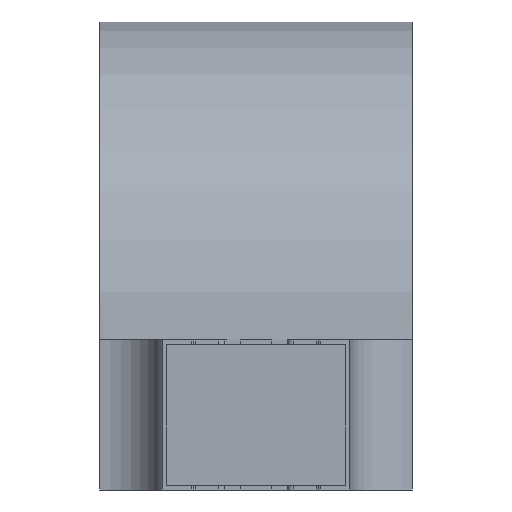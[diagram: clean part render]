
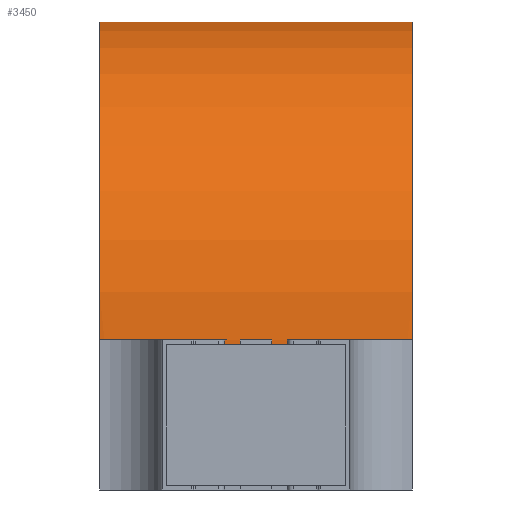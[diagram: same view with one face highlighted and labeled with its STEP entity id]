
A CAD part, left-side view. The second image highlights one B-rep face of the part: STEP entity #3450.
In plain terms, the highlighted cylindrical face has radius 1.02 mm (diameter 2.04 mm), a partial arc.
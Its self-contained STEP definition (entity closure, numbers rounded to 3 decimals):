
#18=B_SPLINE_CURVE_WITH_KNOTS('',3,(#5815,#5816,#5817,#5818),
 .UNSPECIFIED.,.F.,.F.,(4,4),(0.,1.),.PIECEWISE_BEZIER_KNOTS.);
#19=B_SPLINE_CURVE_WITH_KNOTS('',3,(#5824,#5825,#5826,#5827),
 .UNSPECIFIED.,.F.,.F.,(4,4),(0.,1.),.PIECEWISE_BEZIER_KNOTS.);
#20=B_SPLINE_CURVE_WITH_KNOTS('',3,(#5844,#5845,#5846,#5847),
 .UNSPECIFIED.,.F.,.F.,(4,4),(0.,1.),.PIECEWISE_BEZIER_KNOTS.);
#21=B_SPLINE_CURVE_WITH_KNOTS('',3,(#5849,#5850,#5851,#5852),
 .UNSPECIFIED.,.F.,.F.,(4,4),(0.,1.),.PIECEWISE_BEZIER_KNOTS.);
#22=B_SPLINE_CURVE_WITH_KNOTS('',3,(#5896,#5897,#5898,#5899),
 .UNSPECIFIED.,.F.,.F.,(4,4),(0.,1.),.PIECEWISE_BEZIER_KNOTS.);
#23=B_SPLINE_CURVE_WITH_KNOTS('',3,(#5905,#5906,#5907,#5908),
 .UNSPECIFIED.,.F.,.F.,(4,4),(0.,1.),.PIECEWISE_BEZIER_KNOTS.);
#122=CYLINDRICAL_SURFACE('',#3859,1.02);
#271=CIRCLE('',#3848,1.02);
#272=CIRCLE('',#3850,1.02);
#277=CIRCLE('',#3860,1.02);
#278=CIRCLE('',#3861,1.02);
#1243=ORIENTED_EDGE('',*,*,#1747,.F.);
#1244=ORIENTED_EDGE('',*,*,#1746,.T.);
#1245=ORIENTED_EDGE('',*,*,#1781,.T.);
#1246=ORIENTED_EDGE('',*,*,#1782,.T.);
#1247=ORIENTED_EDGE('',*,*,#1783,.F.);
#1248=ORIENTED_EDGE('',*,*,#1754,.T.);
#1249=ORIENTED_EDGE('',*,*,#1758,.F.);
#1250=ORIENTED_EDGE('',*,*,#1755,.F.);
#1251=ORIENTED_EDGE('',*,*,#1784,.F.);
#1252=ORIENTED_EDGE('',*,*,#1767,.T.);
#1253=ORIENTED_EDGE('',*,*,#1765,.T.);
#1254=ORIENTED_EDGE('',*,*,#1769,.T.);
#1255=ORIENTED_EDGE('',*,*,#1785,.F.);
#1256=ORIENTED_EDGE('',*,*,#1779,.T.);
#1257=ORIENTED_EDGE('',*,*,#1780,.F.);
#1258=ORIENTED_EDGE('',*,*,#1776,.T.);
#1259=ORIENTED_EDGE('',*,*,#1786,.F.);
#1260=ORIENTED_EDGE('',*,*,#1787,.F.);
#1261=ORIENTED_EDGE('',*,*,#1788,.T.);
#1262=ORIENTED_EDGE('',*,*,#1743,.T.);
#1743=EDGE_CURVE('',#2095,#2096,#18,.T.);
#1746=EDGE_CURVE('',#2097,#2098,#19,.T.);
#1747=EDGE_CURVE('',#2097,#2096,#2441,.F.);
#1754=EDGE_CURVE('',#2103,#2104,#20,.T.);
#1755=EDGE_CURVE('',#2105,#2106,#21,.T.);
#1758=EDGE_CURVE('',#2106,#2104,#2446,.T.);
#1765=EDGE_CURVE('',#2111,#2112,#2453,.F.);
#1767=EDGE_CURVE('',#2113,#2111,#271,.T.);
#1769=EDGE_CURVE('',#2112,#2114,#272,.T.);
#1776=EDGE_CURVE('',#2119,#2120,#22,.T.);
#1779=EDGE_CURVE('',#2121,#2122,#23,.T.);
#1780=EDGE_CURVE('',#2119,#2122,#2460,.T.);
#1781=EDGE_CURVE('',#2098,#2123,#2461,.T.);
#1782=EDGE_CURVE('',#2123,#2124,#277,.T.);
#1783=EDGE_CURVE('',#2103,#2124,#2462,.T.);
#1784=EDGE_CURVE('',#2113,#2105,#2463,.T.);
#1785=EDGE_CURVE('',#2121,#2114,#2464,.T.);
#1786=EDGE_CURVE('',#2125,#2120,#2465,.T.);
#1787=EDGE_CURVE('',#2126,#2125,#278,.T.);
#1788=EDGE_CURVE('',#2126,#2095,#2466,.T.);
#2095=VERTEX_POINT('',#5812);
#2096=VERTEX_POINT('',#5814);
#2097=VERTEX_POINT('',#5821);
#2098=VERTEX_POINT('',#5823);
#2103=VERTEX_POINT('',#5841);
#2104=VERTEX_POINT('',#5843);
#2105=VERTEX_POINT('',#5853);
#2106=VERTEX_POINT('',#5854);
#2111=VERTEX_POINT('',#5870);
#2112=VERTEX_POINT('',#5872);
#2113=VERTEX_POINT('',#5876);
#2114=VERTEX_POINT('',#5880);
#2119=VERTEX_POINT('',#5893);
#2120=VERTEX_POINT('',#5895);
#2121=VERTEX_POINT('',#5902);
#2122=VERTEX_POINT('',#5904);
#2123=VERTEX_POINT('',#5913);
#2124=VERTEX_POINT('',#5915);
#2125=VERTEX_POINT('',#5920);
#2126=VERTEX_POINT('',#5922);
#2441=LINE('',#5829,#2783);
#2446=LINE('',#5858,#2788);
#2453=LINE('',#5873,#2795);
#2460=LINE('',#5910,#2802);
#2461=LINE('',#5912,#2803);
#2462=LINE('',#5916,#2804);
#2463=LINE('',#5917,#2805);
#2464=LINE('',#5918,#2806);
#2465=LINE('',#5919,#2807);
#2466=LINE('',#5923,#2808);
#2783=VECTOR('',#4802,1000.);
#2788=VECTOR('',#4823,1000.);
#2795=VECTOR('',#4834,1000.);
#2802=VECTOR('',#4865,1000.);
#2803=VECTOR('',#4868,1000.);
#2804=VECTOR('',#4871,1000.);
#2805=VECTOR('',#4872,1000.);
#2806=VECTOR('',#4873,1000.);
#2807=VECTOR('',#4874,1000.);
#2808=VECTOR('',#4877,1000.);
#2987=EDGE_LOOP('',(#1243,#1244,#1245,#1246,#1247,#1248,#1249,#1250,#1251,
#1252,#1253,#1254,#1255,#1256,#1257,#1258,#1259,#1260,#1261,#1262));
#3167=FACE_BOUND('',#2987,.T.);
#3450=ADVANCED_FACE('',(#3167),#122,.T.);
#3848=AXIS2_PLACEMENT_3D('',#5877,#4838,#4839);
#3850=AXIS2_PLACEMENT_3D('',#5881,#4843,#4844);
#3859=AXIS2_PLACEMENT_3D('',#5911,#4866,#4867);
#3860=AXIS2_PLACEMENT_3D('',#5914,#4869,#4870);
#3861=AXIS2_PLACEMENT_3D('',#5921,#4875,#4876);
#4802=DIRECTION('',(0.,1.,0.));
#4823=DIRECTION('',(0.,1.,0.));
#4834=DIRECTION('',(0.,1.,0.));
#4838=DIRECTION('',(0.,1.,0.));
#4839=DIRECTION('',(-1.,0.,0.));
#4843=DIRECTION('',(0.,-1.,0.));
#4844=DIRECTION('',(0.,0.,-1.));
#4865=DIRECTION('',(0.,1.,0.));
#4866=DIRECTION('',(0.,1.,0.));
#4867=DIRECTION('',(0.,0.,1.));
#4868=DIRECTION('',(0.,1.,0.));
#4869=DIRECTION('',(0.,-1.,0.));
#4870=DIRECTION('',(0.,0.,-1.));
#4871=DIRECTION('',(0.,1.,0.));
#4872=DIRECTION('',(0.,1.,0.));
#4873=DIRECTION('',(0.,1.,0.));
#4874=DIRECTION('',(0.,1.,0.));
#4875=DIRECTION('',(0.,-1.,0.));
#4876=DIRECTION('',(0.,0.,-1.));
#4877=DIRECTION('',(0.,1.,0.));
#5812=CARTESIAN_POINT('',(1.02,-0.485,0.465));
#5814=CARTESIAN_POINT('',(1.02,-0.485,0.48));
#5815=CARTESIAN_POINT('',(1.02,-0.485,0.465));
#5816=CARTESIAN_POINT('',(1.02,-0.485,0.47));
#5817=CARTESIAN_POINT('',(1.02,-0.485,0.475));
#5818=CARTESIAN_POINT('',(1.02,-0.485,0.48));
#5821=CARTESIAN_POINT('',(1.02,0.485,0.48));
#5823=CARTESIAN_POINT('',(1.02,0.485,0.465));
#5824=CARTESIAN_POINT('',(1.02,0.485,0.48));
#5825=CARTESIAN_POINT('',(1.02,0.485,0.475));
#5826=CARTESIAN_POINT('',(1.02,0.485,0.47));
#5827=CARTESIAN_POINT('',(1.02,0.485,0.465));
#5829=CARTESIAN_POINT('',(1.02,-0.5,0.48));
#5841=CARTESIAN_POINT('',(-1.02,0.485,0.465));
#5843=CARTESIAN_POINT('',(-1.02,0.485,0.48));
#5844=CARTESIAN_POINT('',(-1.02,0.485,0.465));
#5845=CARTESIAN_POINT('',(-1.02,0.485,0.47));
#5846=CARTESIAN_POINT('',(-1.02,0.485,0.475));
#5847=CARTESIAN_POINT('',(-1.02,0.485,0.48));
#5849=CARTESIAN_POINT('',(-1.02,0.1,0.465));
#5850=CARTESIAN_POINT('',(-1.02,0.1,0.47));
#5851=CARTESIAN_POINT('',(-1.02,0.1,0.475));
#5852=CARTESIAN_POINT('',(-1.02,0.1,0.48));
#5853=CARTESIAN_POINT('',(-1.02,0.1,0.465));
#5854=CARTESIAN_POINT('',(-1.02,0.1,0.48));
#5858=CARTESIAN_POINT('',(-1.02,-0.5,0.48));
#5870=CARTESIAN_POINT('',(-1.02,0.05,0.48));
#5872=CARTESIAN_POINT('',(-1.02,-0.05,0.48));
#5873=CARTESIAN_POINT('',(-1.02,-0.5,0.48));
#5876=CARTESIAN_POINT('',(-1.02,0.05,0.465));
#5877=CARTESIAN_POINT('',(0.,0.05,0.48));
#5880=CARTESIAN_POINT('',(-1.02,-0.05,0.465));
#5881=CARTESIAN_POINT('',(0.,-0.05,0.48));
#5893=CARTESIAN_POINT('',(-1.02,-0.485,0.48));
#5895=CARTESIAN_POINT('',(-1.02,-0.485,0.465));
#5896=CARTESIAN_POINT('',(-1.02,-0.485,0.48));
#5897=CARTESIAN_POINT('',(-1.02,-0.485,0.475));
#5898=CARTESIAN_POINT('',(-1.02,-0.485,0.47));
#5899=CARTESIAN_POINT('',(-1.02,-0.485,0.465));
#5902=CARTESIAN_POINT('',(-1.02,-0.1,0.465));
#5904=CARTESIAN_POINT('',(-1.02,-0.1,0.48));
#5905=CARTESIAN_POINT('',(-1.02,-0.1,0.465));
#5906=CARTESIAN_POINT('',(-1.02,-0.1,0.47));
#5907=CARTESIAN_POINT('',(-1.02,-0.1,0.475));
#5908=CARTESIAN_POINT('',(-1.02,-0.1,0.48));
#5910=CARTESIAN_POINT('',(-1.02,-0.5,0.48));
#5911=CARTESIAN_POINT('',(0.,-0.5,0.48));
#5912=CARTESIAN_POINT('',(1.02,-0.5,0.465));
#5913=CARTESIAN_POINT('',(1.02,0.5,0.465));
#5914=CARTESIAN_POINT('',(0.,0.5,0.48));
#5915=CARTESIAN_POINT('',(-1.02,0.5,0.465));
#5916=CARTESIAN_POINT('',(-1.02,-0.5,0.465));
#5917=CARTESIAN_POINT('',(-1.02,-0.5,0.465));
#5918=CARTESIAN_POINT('',(-1.02,-0.5,0.465));
#5919=CARTESIAN_POINT('',(-1.02,-0.5,0.465));
#5920=CARTESIAN_POINT('',(-1.02,-0.5,0.465));
#5921=CARTESIAN_POINT('',(0.,-0.5,0.48));
#5922=CARTESIAN_POINT('',(1.02,-0.5,0.465));
#5923=CARTESIAN_POINT('',(1.02,-0.5,0.465));
